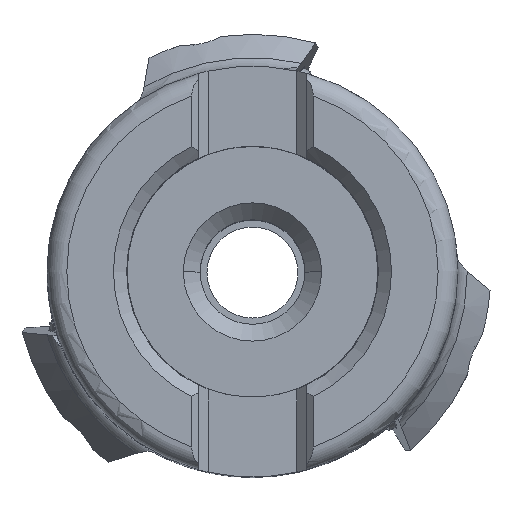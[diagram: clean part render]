
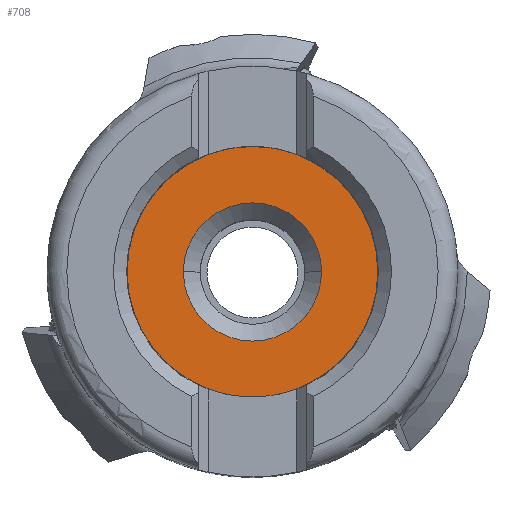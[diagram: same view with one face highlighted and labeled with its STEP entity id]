
A CAD part, top view. The second image highlights one B-rep face of the part: STEP entity #708.
In plain terms, the highlighted planar face has unit normal (0, 0, 1).
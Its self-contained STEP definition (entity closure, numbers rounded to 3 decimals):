
#708=ADVANCED_FACE('',(#934,#935),#908,.T.);
#908=PLANE('',#6182);
#934=FACE_BOUND('',#1082,.T.);
#935=FACE_BOUND('',#1083,.T.);
#1082=EDGE_LOOP('',(#2910,#2911));
#1083=EDGE_LOOP('',(#2912,#2913));
#1419=CIRCLE('',#6172,9.6);
#1421=CIRCLE('',#6175,9.6);
#1424=CIRCLE('',#6180,5.25);
#1425=CIRCLE('',#6181,5.25);
#2910=ORIENTED_EDGE('',*,*,#4974,.F.);
#2911=ORIENTED_EDGE('',*,*,#4972,.F.);
#2912=ORIENTED_EDGE('',*,*,#4977,.F.);
#2913=ORIENTED_EDGE('',*,*,#4978,.F.);
#4208=VERTEX_POINT('',#10990);
#4209=VERTEX_POINT('',#10992);
#4211=VERTEX_POINT('',#11002);
#4212=VERTEX_POINT('',#11003);
#4972=EDGE_CURVE('',#4208,#4209,#1419,.T.);
#4974=EDGE_CURVE('',#4209,#4208,#1421,.T.);
#4977=EDGE_CURVE('',#4211,#4212,#1424,.T.);
#4978=EDGE_CURVE('',#4212,#4211,#1425,.T.);
#6172=AXIS2_PLACEMENT_3D('',#10991,#7293,#7294);
#6175=AXIS2_PLACEMENT_3D('',#10995,#7299,#7300);
#6180=AXIS2_PLACEMENT_3D('',#11001,#7309,#7310);
#6181=AXIS2_PLACEMENT_3D('',#11004,#7311,#7312);
#6182=AXIS2_PLACEMENT_3D('',#11005,#7313,#7314);
#7293=DIRECTION('',(0.,0.,-1.));
#7294=DIRECTION('',(1.,0.,0.));
#7299=DIRECTION('',(0.,0.,-1.));
#7300=DIRECTION('',(-1.,0.,0.));
#7309=DIRECTION('',(0.,0.,1.));
#7310=DIRECTION('',(-1.,0.,0.));
#7311=DIRECTION('',(0.,0.,1.));
#7312=DIRECTION('',(1.,0.,0.));
#7313=DIRECTION('',(0.,0.,1.));
#7314=DIRECTION('',(-1.,0.,0.));
#10990=CARTESIAN_POINT('',(9.6,0.,-19.));
#10991=CARTESIAN_POINT('',(0.,0.,-19.));
#10992=CARTESIAN_POINT('',(-9.6,0.,-19.));
#10995=CARTESIAN_POINT('',(0.,0.,-19.));
#11001=CARTESIAN_POINT('',(0.,0.,-19.));
#11002=CARTESIAN_POINT('',(-5.25,0.,-19.));
#11003=CARTESIAN_POINT('',(5.25,0.,-19.));
#11004=CARTESIAN_POINT('',(0.,0.,-19.));
#11005=CARTESIAN_POINT('',(0.,0.,-19.));
